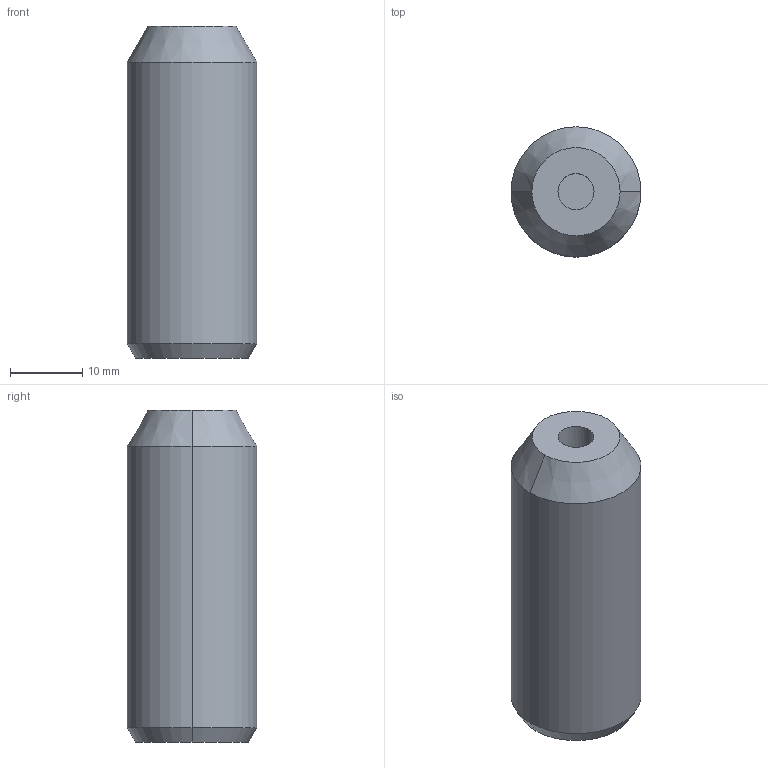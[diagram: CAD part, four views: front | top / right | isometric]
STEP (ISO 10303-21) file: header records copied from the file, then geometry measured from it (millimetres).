
FILE_DESCRIPTION (( 'STEP AP203' ), '1' );
FILE_NAME ('bj720-18001.STEP', '2021-10-24T23:59:20', ( '' ), ( '' ), 'SwSTEP 2.0', 'SolidWorks 2020', '' );
FILE_SCHEMA (( 'CONFIG_CONTROL_DESIGN' ));
Length unit declared in the file: millimetre
Products named in the file (1): bj720-18001
Bounding box: 18 x 18 x 46 mm (x, y, z)
Volume: 11082.2 mm3; surface area: 3069.6 mm2
Topology: 1 solids, 1 shells, 11 faces, 20 edges, 12 vertices
Faces by surface type: cylinder 4, cone 4, plane 3
Entity records: 351 total; most frequent: DIRECTION 56, CARTESIAN_POINT 44, ORIENTED_EDGE 40, AXIS2_PLACEMENT_3D 24, EDGE_CURVE 20, VERTEX_POINT 12, EDGE_LOOP 12, CIRCLE 12
